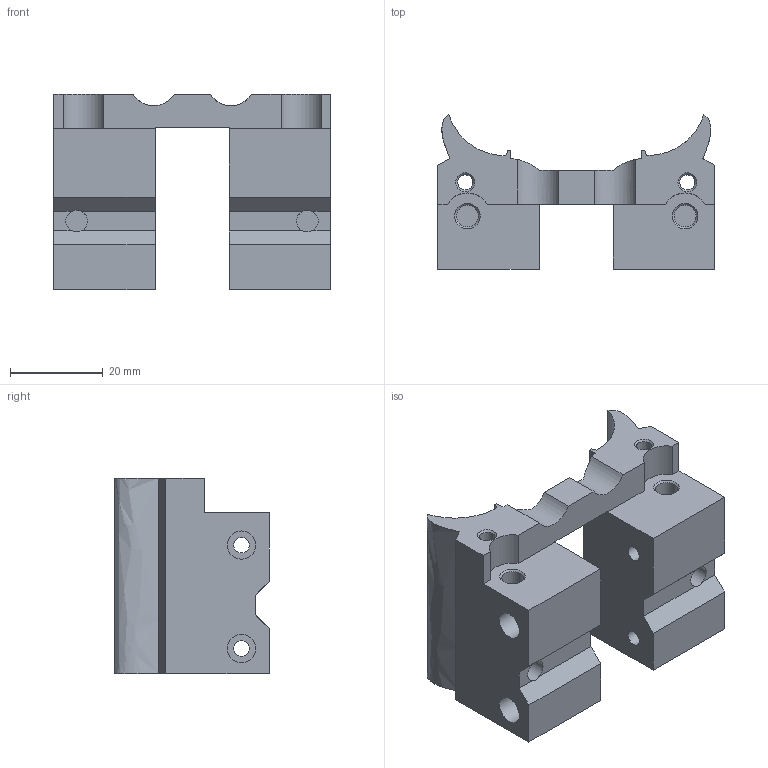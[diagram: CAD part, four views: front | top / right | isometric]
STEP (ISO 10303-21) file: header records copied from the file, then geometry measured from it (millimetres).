
FILE_DESCRIPTION(/* description */ (''),/* implementation_level */ '2;1');
FILE_NAME(/* name */ 'Base (3).step',/* time_stamp */ '2025-04-25T21:51:18+03:00',/* author */ (''),/* organization */ (''),/* preprocessor_version */ 'ST-DEVELOPER v20.1',/* originating_system */ 'Autodesk Translation Framework v14.4.0.0',/* authorisation */ '');
FILE_SCHEMA (('AUTOMOTIVE_DESIGN { 1 0 10303 214 3 1 1 }'));
Length unit declared in the file: millimetre
Products named in the file (1): Base (3)
Bounding box: 59.87 x 33.4 x 42.37 mm (x, y, z)
Volume: 39729.1 mm3; surface area: 13669.9 mm2
Topology: 1 solids, 1 shells, 108 faces, 280 edges, 182 vertices
Faces by surface type: plane 70, cylinder 24, bspline 8, cone 6
Full cylindrical faces by diameter (mm): 3.3 x2, 3.4 x4, 4.7 x6, 6 x2, 6.1 x4
Entity records: 3814 total; most frequent: CARTESIAN_POINT 1081, ORIENTED_EDGE 560, DIRECTION 548, EDGE_CURVE 280, LINE 186, VECTOR 186, VERTEX_POINT 182, AXIS2_PLACEMENT_3D 181
